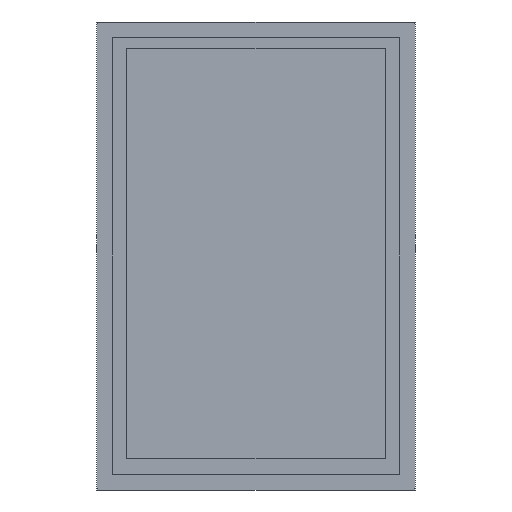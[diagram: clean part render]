
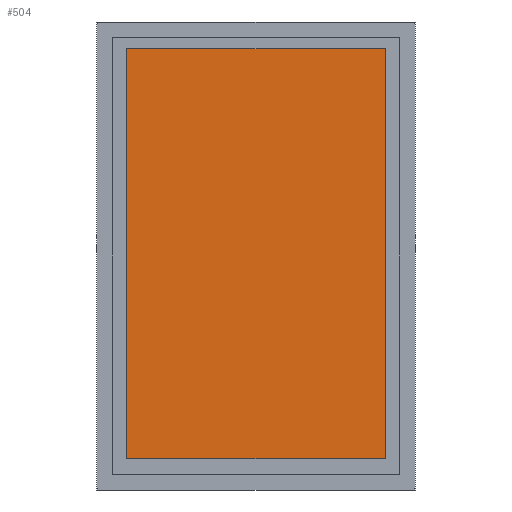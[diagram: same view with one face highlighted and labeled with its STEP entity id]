
A CAD part, front view. The second image highlights one B-rep face of the part: STEP entity #504.
In plain terms, the highlighted planar face has unit normal (0, -1, 0).
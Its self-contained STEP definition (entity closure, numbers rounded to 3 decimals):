
#26=FACE_OUTER_BOUND('',#57,.T.);
#57=EDGE_LOOP('',(#363,#364,#365,#366));
#98=LINE('',#742,#166);
#101=LINE('',#748,#169);
#104=LINE('',#754,#172);
#107=LINE('',#758,#175);
#166=VECTOR('',#602,10.);
#169=VECTOR('',#607,10.);
#172=VECTOR('',#612,10.);
#175=VECTOR('',#617,10.);
#232=VERTEX_POINT('',#739);
#233=VERTEX_POINT('',#741);
#235=VERTEX_POINT('',#747);
#237=VERTEX_POINT('',#753);
#278=EDGE_CURVE('',#233,#232,#98,.T.);
#281=EDGE_CURVE('',#235,#233,#101,.T.);
#284=EDGE_CURVE('',#237,#235,#104,.T.);
#287=EDGE_CURVE('',#232,#237,#107,.T.);
#363=ORIENTED_EDGE('',*,*,#287,.T.);
#364=ORIENTED_EDGE('',*,*,#284,.T.);
#365=ORIENTED_EDGE('',*,*,#281,.T.);
#366=ORIENTED_EDGE('',*,*,#278,.T.);
#474=PLANE('',#554);
#504=ADVANCED_FACE('',(#26),#474,.T.);
#554=AXIS2_PLACEMENT_3D('',#759,#618,#619);
#602=DIRECTION('',(1.,0.,0.));
#607=DIRECTION('',(0.,0.,-1.));
#612=DIRECTION('',(-1.,0.,0.));
#617=DIRECTION('',(0.,0.,1.));
#618=DIRECTION('center_axis',(0.,-1.,0.));
#619=DIRECTION('ref_axis',(0.,0.,-1.));
#739=CARTESIAN_POINT('',(176.5,-280.,-277.));
#741=CARTESIAN_POINT('',(-176.5,-280.,-277.));
#742=CARTESIAN_POINT('',(-176.5,-280.,-277.));
#747=CARTESIAN_POINT('',(-176.5,-280.,283.));
#748=CARTESIAN_POINT('',(-176.5,-280.,283.));
#753=CARTESIAN_POINT('',(176.5,-280.,283.));
#754=CARTESIAN_POINT('',(176.5,-280.,283.));
#758=CARTESIAN_POINT('',(176.5,-280.,-277.));
#759=CARTESIAN_POINT('Origin',(0.,-280.,3.));
